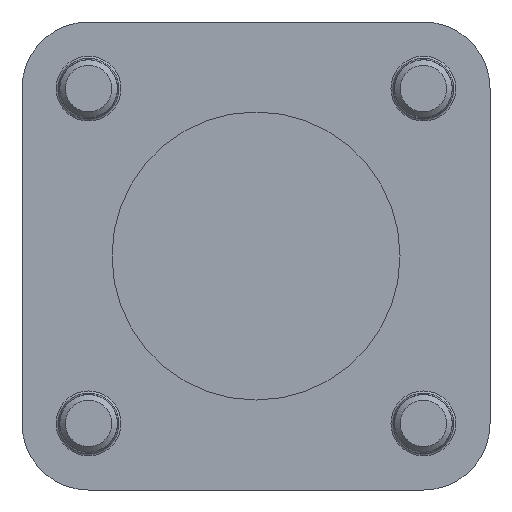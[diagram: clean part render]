
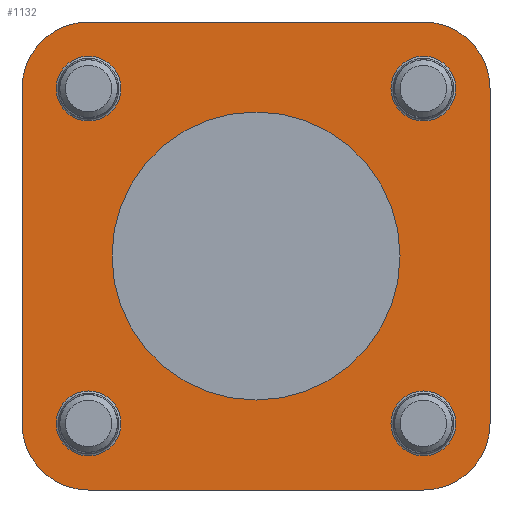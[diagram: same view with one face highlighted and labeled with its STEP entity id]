
A CAD part, left-side view. The second image highlights one B-rep face of the part: STEP entity #1132.
In plain terms, the highlighted planar face has unit normal (-1, 0, 0).
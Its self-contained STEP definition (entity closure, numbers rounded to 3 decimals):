
#389=CARTESIAN_POINT('',(0.,0.,-20.));
#390=VERTEX_POINT('',#389);
#399=CARTESIAN_POINT('',(0.,0.,0.));
#400=DIRECTION('',(1.,0.,0.));
#401=DIRECTION('',(0.,0.,-1.));
#402=AXIS2_PLACEMENT_3D('',#399,#400,#401);
#403=CIRCLE('',#402,20.);
#404=EDGE_CURVE('',#390,#390,#403,.T.);
#678=CARTESIAN_POINT('',(0.,-23.25,32.5));
#679=VERTEX_POINT('',#678);
#686=CARTESIAN_POINT('',(0.,-32.5,23.25));
#687=VERTEX_POINT('',#686);
#688=CARTESIAN_POINT('',(0.,-23.25,23.25));
#689=DIRECTION('',(1.,0.,0.));
#690=DIRECTION('',(0.,0.,-1.));
#691=AXIS2_PLACEMENT_3D('',#688,#689,#690);
#692=CIRCLE('',#691,9.25);
#693=EDGE_CURVE('',#679,#687,#692,.T.);
#720=CARTESIAN_POINT('',(0.,-32.5,-23.25));
#721=VERTEX_POINT('',#720);
#728=CARTESIAN_POINT('',(0.,-23.25,-32.5));
#729=VERTEX_POINT('',#728);
#730=CARTESIAN_POINT('',(0.,-23.25,-23.25));
#731=DIRECTION('',(1.,0.,0.));
#732=DIRECTION('',(0.,0.,-1.));
#733=AXIS2_PLACEMENT_3D('',#730,#731,#732);
#734=CIRCLE('',#733,9.25);
#735=EDGE_CURVE('',#721,#729,#734,.T.);
#768=CARTESIAN_POINT('',(0.,-32.5,12368.25));
#769=DIRECTION('',(0.,0.,-1.));
#770=VECTOR('',#769,24690.);
#771=LINE('',#768,#770);
#772=EDGE_CURVE('',#687,#721,#771,.T.);
#822=CARTESIAN_POINT('',(0.,23.25,-32.5));
#823=VERTEX_POINT('',#822);
#824=CARTESIAN_POINT('',(0.,-12368.25,-32.5));
#825=DIRECTION('',(0.,1.,0.));
#826=VECTOR('',#825,24690.);
#827=LINE('',#824,#826);
#828=EDGE_CURVE('',#729,#823,#827,.T.);
#869=CARTESIAN_POINT('',(0.,32.5,-23.25));
#870=VERTEX_POINT('',#869);
#871=CARTESIAN_POINT('',(0.,23.25,-23.25));
#872=DIRECTION('',(1.,0.,0.));
#873=DIRECTION('',(0.,0.,-1.));
#874=AXIS2_PLACEMENT_3D('',#871,#872,#873);
#875=CIRCLE('',#874,9.25);
#876=EDGE_CURVE('',#823,#870,#875,.T.);
#900=CARTESIAN_POINT('',(0.,32.5,23.25));
#901=VERTEX_POINT('',#900);
#902=CARTESIAN_POINT('',(0.,32.5,-12368.25));
#903=DIRECTION('',(0.,0.,1.));
#904=VECTOR('',#903,24690.);
#905=LINE('',#902,#904);
#906=EDGE_CURVE('',#870,#901,#905,.T.);
#947=CARTESIAN_POINT('',(0.,23.25,32.5));
#948=VERTEX_POINT('',#947);
#949=CARTESIAN_POINT('',(0.,23.25,23.25));
#950=DIRECTION('',(1.,0.,0.));
#951=DIRECTION('',(0.,0.,-1.));
#952=AXIS2_PLACEMENT_3D('',#949,#950,#951);
#953=CIRCLE('',#952,9.25);
#954=EDGE_CURVE('',#901,#948,#953,.T.);
#972=CARTESIAN_POINT('',(0.,23.25,-27.75));
#973=VERTEX_POINT('',#972);
#988=CARTESIAN_POINT('',(0.,23.25,-23.25));
#989=DIRECTION('',(1.,0.,0.));
#990=DIRECTION('',(0.,0.,-1.));
#991=AXIS2_PLACEMENT_3D('',#988,#989,#990);
#992=CIRCLE('',#991,4.5);
#993=EDGE_CURVE('',#973,#973,#992,.T.);
#1005=CARTESIAN_POINT('',(0.,-23.25,-27.75));
#1006=VERTEX_POINT('',#1005);
#1021=CARTESIAN_POINT('',(0.,-23.25,-23.25));
#1022=DIRECTION('',(1.,0.,0.));
#1023=DIRECTION('',(0.,0.,-1.));
#1024=AXIS2_PLACEMENT_3D('',#1021,#1022,#1023);
#1025=CIRCLE('',#1024,4.5);
#1026=EDGE_CURVE('',#1006,#1006,#1025,.T.);
#1038=CARTESIAN_POINT('',(0.,23.25,18.75));
#1039=VERTEX_POINT('',#1038);
#1054=CARTESIAN_POINT('',(0.,23.25,23.25));
#1055=DIRECTION('',(1.,0.,0.));
#1056=DIRECTION('',(0.,0.,-1.));
#1057=AXIS2_PLACEMENT_3D('',#1054,#1055,#1056);
#1058=CIRCLE('',#1057,4.5);
#1059=EDGE_CURVE('',#1039,#1039,#1058,.T.);
#1071=CARTESIAN_POINT('',(0.,-23.25,18.75));
#1072=VERTEX_POINT('',#1071);
#1087=CARTESIAN_POINT('',(0.,-23.25,23.25));
#1088=DIRECTION('',(1.,0.,0.));
#1089=DIRECTION('',(0.,0.,-1.));
#1090=AXIS2_PLACEMENT_3D('',#1087,#1088,#1089);
#1091=CIRCLE('',#1090,4.5);
#1092=EDGE_CURVE('',#1072,#1072,#1091,.T.);
#1097=CARTESIAN_POINT('',(0.,-23.25,23.25));
#1098=DIRECTION('',(1.,0.,0.));
#1099=DIRECTION('',(0.,0.,-1.));
#1100=AXIS2_PLACEMENT_3D('',#1097,#1098,#1099);
#1101=PLANE('',#1100);
#1102=ORIENTED_EDGE('',*,*,#404,.T.);
#1103=EDGE_LOOP('',(#1102));
#1104=FACE_BOUND('',#1103,.T.);
#1105=ORIENTED_EDGE('',*,*,#1092,.T.);
#1106=EDGE_LOOP('',(#1105));
#1107=FACE_BOUND('',#1106,.T.);
#1108=ORIENTED_EDGE('',*,*,#1059,.T.);
#1109=EDGE_LOOP('',(#1108));
#1110=FACE_BOUND('',#1109,.T.);
#1111=ORIENTED_EDGE('',*,*,#1026,.T.);
#1112=EDGE_LOOP('',(#1111));
#1113=FACE_BOUND('',#1112,.T.);
#1114=ORIENTED_EDGE('',*,*,#993,.T.);
#1115=EDGE_LOOP('',(#1114));
#1116=FACE_BOUND('',#1115,.T.);
#1117=CARTESIAN_POINT('',(0.,12368.25,32.5));
#1118=DIRECTION('',(0.,-1.,0.));
#1119=VECTOR('',#1118,24690.);
#1120=LINE('',#1117,#1119);
#1121=EDGE_CURVE('',#948,#679,#1120,.T.);
#1122=ORIENTED_EDGE('',*,*,#1121,.F.);
#1123=ORIENTED_EDGE('',*,*,#954,.F.);
#1124=ORIENTED_EDGE('',*,*,#906,.F.);
#1125=ORIENTED_EDGE('',*,*,#876,.F.);
#1126=ORIENTED_EDGE('',*,*,#828,.F.);
#1127=ORIENTED_EDGE('',*,*,#735,.F.);
#1128=ORIENTED_EDGE('',*,*,#772,.F.);
#1129=ORIENTED_EDGE('',*,*,#693,.F.);
#1130=EDGE_LOOP('',(#1122,#1123,#1124,#1125,#1126,#1127,#1128,#1129));
#1131=FACE_BOUND('',#1130,.T.);
#1132=ADVANCED_FACE('',(#1104,#1107,#1110,#1113,#1116,#1131),#1101,.F.);
